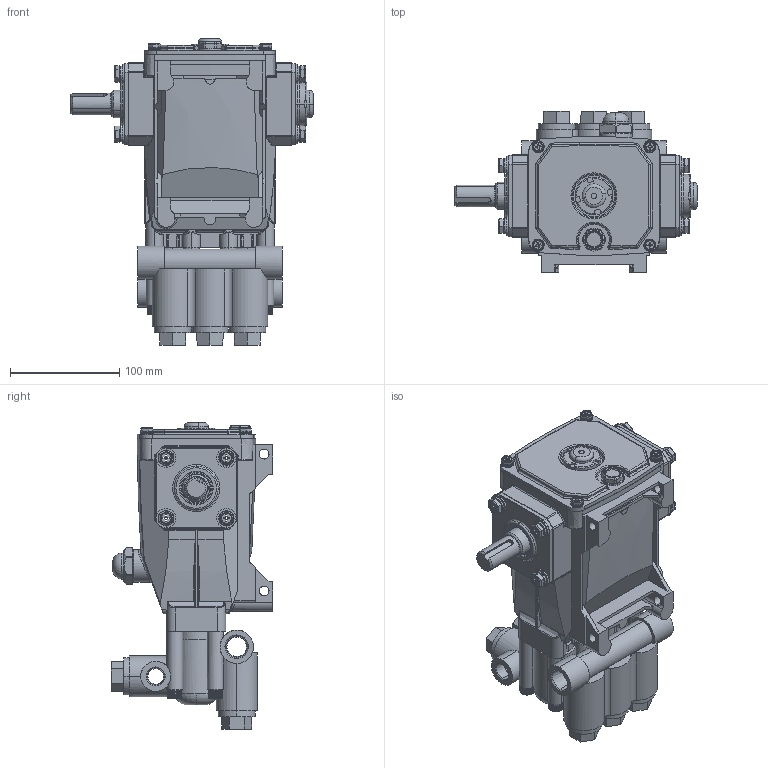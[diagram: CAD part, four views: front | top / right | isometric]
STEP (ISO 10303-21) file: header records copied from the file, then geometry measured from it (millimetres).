
FILE_DESCRIPTION (( 'STEP AP203' ), '1' );
FILE_NAME ('5CP6180CSS1.STEP', '2018-06-13T15:44:20', ( 'IT' ), ( 'Microsoft' ), 'SwSTEP 2.0', 'SolidWorks 2018', '' );
FILE_SCHEMA (( 'CONFIG_CONTROL_DESIGN' ));
Products named in the file (1): 5CP6180CSS1
Bounding box: 221.15 x 147.71 x 279.69 mm (x, y, z)
Surface area: 229715.4 mm2 (no closed solid volume)
Topology: 0 solids, 18 shells, 1839 faces, 9019 edges, 6532 vertices
Faces by surface type: plane 836, cylinder 688, torus 160, bspline 90, cone 58, sphere 7
Entity records: 100006 total; most frequent: CARTESIAN_POINT 33864, ORIENTED_EDGE 13725, DIRECTION 12487, EDGE_CURVE 9005, VERTEX_POINT 6532, AXIS2_PLACEMENT_3D 4317, LINE 3853, VECTOR 3853
